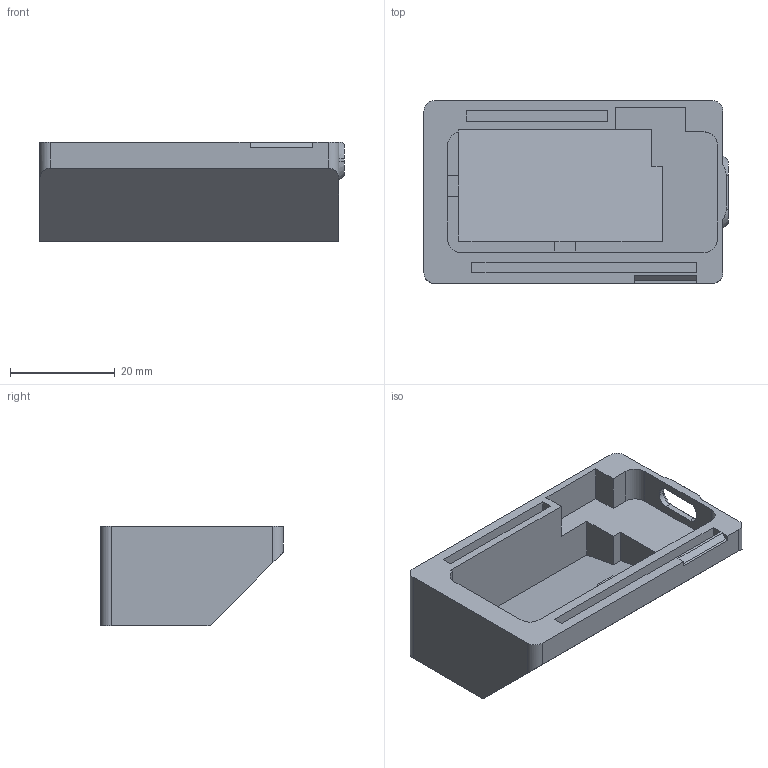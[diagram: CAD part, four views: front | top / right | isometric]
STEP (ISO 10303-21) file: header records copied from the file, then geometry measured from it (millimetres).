
FILE_DESCRIPTION(('HOOPS Exchange Step'),'2;1');
FILE_NAME('temp_export','2025-04-22T15:08:35-04:00',('mobile'),('Shapr3D Limited'),'HOOPS Exchange 2024.8','Shapr3D','Authorized');
FILE_SCHEMA( ('AP242_MANAGED_MODEL_BASED_3D_ENGINEERING_MIM_LF {1 0 10303 442 1 1 4}') );
Length unit declared in the file: millimetre
Products named in the file (1): Enclosure*
Bounding box: 58.2 x 34.95 x 19 mm (x, y, z)
Volume: 18198.9 mm3; surface area: 9102.8 mm2
Topology: 1 solids, 1 shells, 78 faces, 206 edges, 132 vertices
Faces by surface type: plane 58, cylinder 12, cone 8
Entity records: 2437 total; most frequent: CARTESIAN_POINT 433, ORIENTED_EDGE 412, DIRECTION 396, EDGE_CURVE 206, VECTOR 172, LINE 172, VERTEX_POINT 132, AXIS2_PLACEMENT_3D 112
